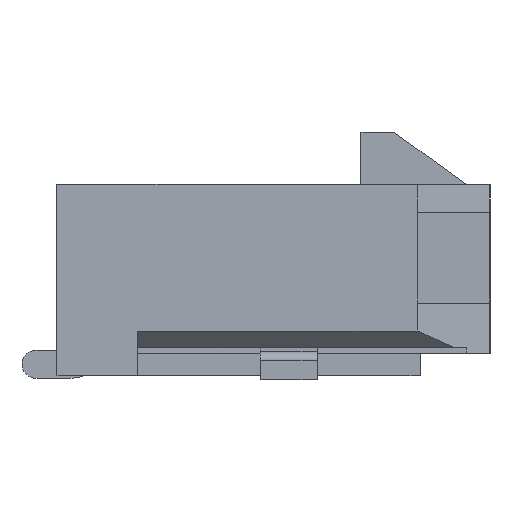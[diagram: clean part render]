
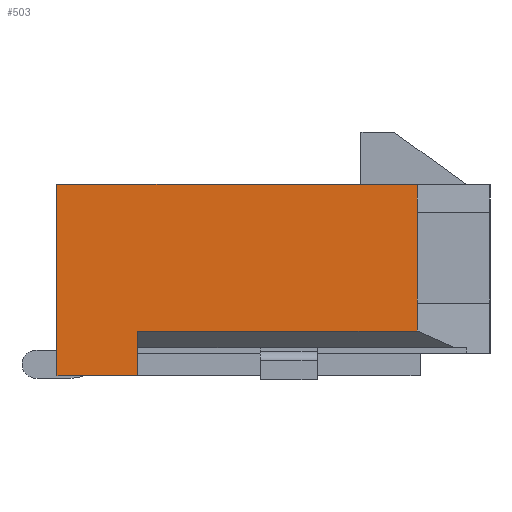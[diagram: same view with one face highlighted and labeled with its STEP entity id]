
A CAD part, left-side view. The second image highlights one B-rep face of the part: STEP entity #503.
In plain terms, the highlighted planar face has unit normal (-1, 0, 0).
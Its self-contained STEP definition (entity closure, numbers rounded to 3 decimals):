
#190=FACE_OUTER_BOUND('',#1146,.T.);
#503=ADVANCED_FACE('',(#190),#829,.T.);
#829=PLANE('',#6067);
#1146=EDGE_LOOP('',(#1604,#1605,#1606,#1607,#1608,#1609,#1610,#1611));
#1604=ORIENTED_EDGE('',*,*,#3834,.F.);
#1605=ORIENTED_EDGE('',*,*,#3835,.T.);
#1606=ORIENTED_EDGE('',*,*,#3836,.F.);
#1607=ORIENTED_EDGE('',*,*,#3837,.F.);
#1608=ORIENTED_EDGE('',*,*,#3838,.F.);
#1609=ORIENTED_EDGE('',*,*,#3839,.F.);
#1610=ORIENTED_EDGE('',*,*,#3840,.T.);
#1611=ORIENTED_EDGE('',*,*,#3841,.T.);
#3282=VERTEX_POINT('',#8308);
#3283=VERTEX_POINT('',#8309);
#3284=VERTEX_POINT('',#8311);
#3285=VERTEX_POINT('',#8313);
#3286=VERTEX_POINT('',#8315);
#3287=VERTEX_POINT('',#8317);
#3288=VERTEX_POINT('',#8319);
#3289=VERTEX_POINT('',#8321);
#3834=EDGE_CURVE('',#3282,#3283,#4679,.T.);
#3835=EDGE_CURVE('',#3282,#3284,#4680,.T.);
#3836=EDGE_CURVE('',#3285,#3284,#4681,.T.);
#3837=EDGE_CURVE('',#3286,#3285,#4682,.T.);
#3838=EDGE_CURVE('',#3287,#3286,#4683,.T.);
#3839=EDGE_CURVE('',#3288,#3287,#4684,.T.);
#3840=EDGE_CURVE('',#3288,#3289,#4685,.T.);
#3841=EDGE_CURVE('',#3289,#3283,#4686,.T.);
#4679=LINE('',#8307,#5424);
#4680=LINE('',#8310,#5425);
#4681=LINE('',#8312,#5426);
#4682=LINE('',#8314,#5427);
#4683=LINE('',#8316,#5428);
#4684=LINE('',#8318,#5429);
#4685=LINE('',#8320,#5430);
#4686=LINE('',#8322,#5431);
#5424=VECTOR('',#6612,1.);
#5425=VECTOR('',#6613,1.);
#5426=VECTOR('',#6614,1.);
#5427=VECTOR('',#6615,1.);
#5428=VECTOR('',#6616,1.);
#5429=VECTOR('',#6617,1.);
#5430=VECTOR('',#6618,1.);
#5431=VECTOR('',#6619,1.);
#6067=AXIS2_PLACEMENT_3D('',#8323,#6620,#6621);
#6612=DIRECTION('',(0.,0.,-1.));
#6613=DIRECTION('',(0.,-1.,0.));
#6614=DIRECTION('',(0.,0.,-1.));
#6615=DIRECTION('',(0.,0.,-1.));
#6616=DIRECTION('',(0.,0.,-1.));
#6617=DIRECTION('',(0.,-1.,0.));
#6618=DIRECTION('',(0.,0.,-1.));
#6619=DIRECTION('',(0.,-1.,0.));
#6620=DIRECTION('',(-1.,0.,0.));
#6621=DIRECTION('',(0.,0.,1.));
#8307=CARTESIAN_POINT('',(-18.325,8.05,-0.51));
#8308=CARTESIAN_POINT('',(-18.325,8.05,0.51));
#8309=CARTESIAN_POINT('',(-18.325,8.05,-0.51));
#8310=CARTESIAN_POINT('',(-18.325,79.695,0.51));
#8311=CARTESIAN_POINT('',(-18.325,1.668,0.51));
#8312=CARTESIAN_POINT('',(-18.325,1.668,38.214));
#8313=CARTESIAN_POINT('',(-18.325,1.668,1.15));
#8314=CARTESIAN_POINT('',(-18.325,1.668,3.22));
#8315=CARTESIAN_POINT('',(-18.325,1.668,3.22));
#8316=CARTESIAN_POINT('',(-18.325,1.668,38.214));
#8317=CARTESIAN_POINT('',(-18.325,1.668,3.86));
#8318=CARTESIAN_POINT('',(-18.325,9.9,3.86));
#8319=CARTESIAN_POINT('',(-18.325,9.9,3.86));
#8320=CARTESIAN_POINT('',(-18.325,9.9,3.86));
#8321=CARTESIAN_POINT('',(-18.325,9.9,-0.51));
#8322=CARTESIAN_POINT('',(-18.325,8.05,-0.51));
#8323=CARTESIAN_POINT('',(-18.325,9.9,3.86));
